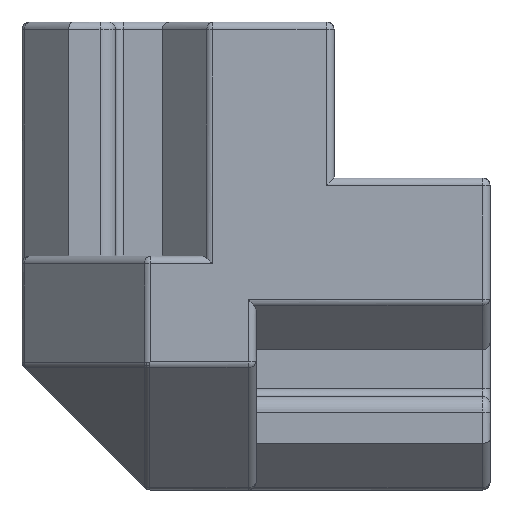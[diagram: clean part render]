
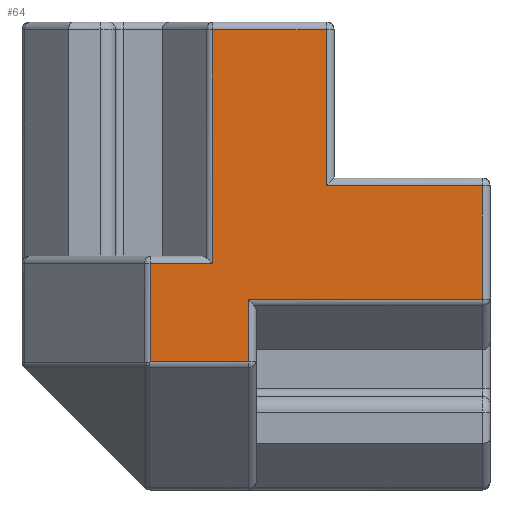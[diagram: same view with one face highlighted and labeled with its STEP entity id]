
A CAD part, left-side view. The second image highlights one B-rep face of the part: STEP entity #64.
In plain terms, the highlighted planar face has unit normal (-1, 0, 0).
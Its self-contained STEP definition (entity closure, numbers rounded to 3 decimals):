
#64=ADVANCED_FACE('',(#424),#426,.T.);
#424=FACE_BOUND('',#425,.T.);
#425=EDGE_LOOP('',(#2998,#2999,#3000,#3001,#3002,#3003,#3004,#3005,#3006,#3007));
#426=PLANE('',#427);
#427=AXIS2_PLACEMENT_3D('',#428,#429,#430);
#428=CARTESIAN_POINT('',(-10.,10.,0.));
#429=DIRECTION('',(-1.,0.,0.));
#430=DIRECTION('',(0.,-1.,0.));
#2998=ORIENTED_EDGE('',*,*,#4206,.T.);
#2999=ORIENTED_EDGE('',*,*,#4207,.F.);
#3000=ORIENTED_EDGE('',*,*,#4208,.T.);
#3001=ORIENTED_EDGE('',*,*,#4209,.T.);
#3002=ORIENTED_EDGE('',*,*,#4210,.T.);
#3003=ORIENTED_EDGE('',*,*,#4211,.F.);
#3004=ORIENTED_EDGE('',*,*,#4212,.F.);
#3005=ORIENTED_EDGE('',*,*,#4213,.T.);
#3006=ORIENTED_EDGE('',*,*,#4214,.F.);
#3007=ORIENTED_EDGE('',*,*,#4215,.F.);
#4206=EDGE_CURVE('',#4903,#4904,#4905,.T.);
#4207=EDGE_CURVE('',#4906,#4904,#4907,.T.);
#4208=EDGE_CURVE('',#4906,#4908,#4909,.T.);
#4209=EDGE_CURVE('',#4908,#4910,#4911,.T.);
#4210=EDGE_CURVE('',#4910,#4912,#4913,.T.);
#4211=EDGE_CURVE('',#4914,#4912,#4915,.T.);
#4212=EDGE_CURVE('',#4916,#4914,#4917,.T.);
#4213=EDGE_CURVE('',#4916,#4918,#4919,.T.);
#4214=EDGE_CURVE('',#4920,#4918,#4921,.T.);
#4215=EDGE_CURVE('',#4903,#4920,#4922,.T.);
#4903=VERTEX_POINT('',#6111);
#4904=VERTEX_POINT('',#6112);
#4905=LINE('',#6113,#6114);
#4906=VERTEX_POINT('',#6116);
#4907=LINE('',#6117,#6118);
#4908=VERTEX_POINT('',#6120);
#4909=LINE('',#6121,#6122);
#4910=VERTEX_POINT('',#6124);
#4911=LINE('',#6125,#6126);
#4912=VERTEX_POINT('',#6128);
#4913=LINE('',#6129,#6130);
#4914=VERTEX_POINT('',#6132);
#4915=LINE('',#6133,#6134);
#4916=VERTEX_POINT('',#6136);
#4917=LINE('',#6137,#6138);
#4918=VERTEX_POINT('',#6140);
#4919=LINE('',#6141,#6142);
#4920=VERTEX_POINT('',#6144);
#4921=LINE('',#6145,#6146);
#4922=LINE('',#6148,#6149);
#6111=CARTESIAN_POINT('',(-10.,-2.207,14.5));
#6112=CARTESIAN_POINT('',(-10.,1.793,14.5));
#6113=CARTESIAN_POINT('',(-10.,-2.207,14.5));
#6114=VECTOR('',#6115,1.);
#6115=DIRECTION('',(0.,1.,0.));
#6116=CARTESIAN_POINT('',(-10.,1.793,8.207));
#6117=CARTESIAN_POINT('',(-10.,1.793,8.207));
#6118=VECTOR('',#6119,1.);
#6119=DIRECTION('',(0.,0.,1.));
#6120=CARTESIAN_POINT('',(-10.,-4.5,8.207));
#6121=CARTESIAN_POINT('',(-10.,1.793,8.207));
#6122=VECTOR('',#6123,1.);
#6123=DIRECTION('',(0.,-1.,0.));
#6124=CARTESIAN_POINT('',(-10.,-4.5,12.207));
#6125=CARTESIAN_POINT('',(-10.,-4.5,8.207));
#6126=VECTOR('',#6127,1.);
#6127=DIRECTION('',(0.,0.,1.));
#6128=CARTESIAN_POINT('',(-10.,-19.5,12.207));
#6129=CARTESIAN_POINT('',(-10.,-4.5,12.207));
#6130=VECTOR('',#6131,1.);
#6131=DIRECTION('',(0.,-1.,0.));
#6132=CARTESIAN_POINT('',(-10.,-19.5,19.5));
#6133=CARTESIAN_POINT('',(-10.,-19.5,19.5));
#6134=VECTOR('',#6135,1.);
#6135=DIRECTION('',(0.,0.,-1.));
#6136=CARTESIAN_POINT('',(-10.,-9.5,19.5));
#6137=CARTESIAN_POINT('',(-10.,-9.5,19.5));
#6138=VECTOR('',#6139,1.);
#6139=DIRECTION('',(0.,-1.,0.));
#6140=CARTESIAN_POINT('',(-10.,-9.5,29.5));
#6141=CARTESIAN_POINT('',(-10.,-9.5,19.5));
#6142=VECTOR('',#6143,1.);
#6143=DIRECTION('',(0.,0.,1.));
#6144=CARTESIAN_POINT('',(-10.,-2.207,29.5));
#6145=CARTESIAN_POINT('',(-10.,-2.207,29.5));
#6146=VECTOR('',#6147,1.);
#6147=DIRECTION('',(0.,-1.,0.));
#6148=CARTESIAN_POINT('',(-10.,-2.207,14.5));
#6149=VECTOR('',#6150,1.);
#6150=DIRECTION('',(0.,0.,1.));
